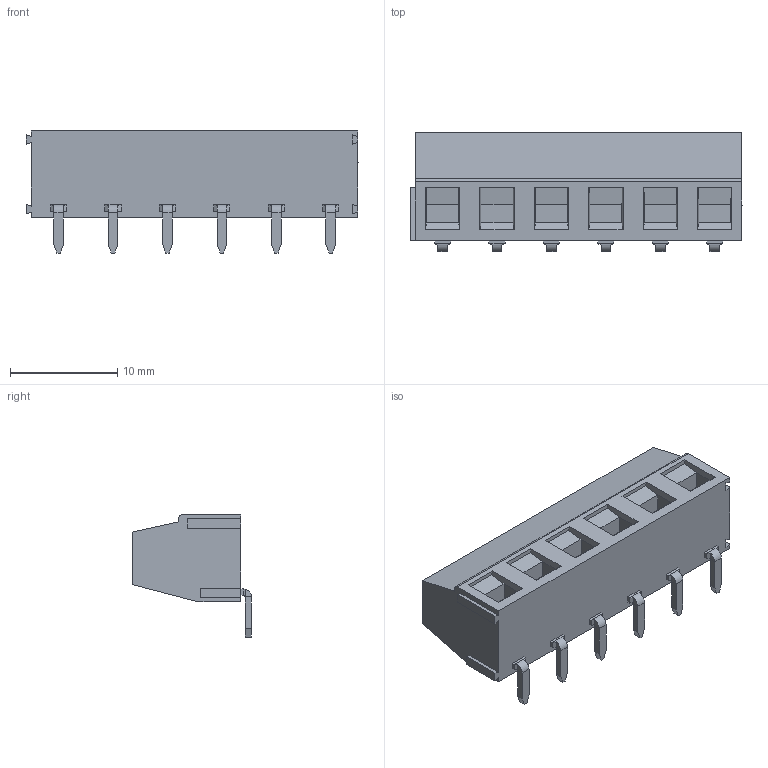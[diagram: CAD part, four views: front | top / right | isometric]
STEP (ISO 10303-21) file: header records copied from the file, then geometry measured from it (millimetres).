
FILE_DESCRIPTION (( 'STEP AP214' ), '1' );
FILE_NAME ('DG127R-5.08-06P-4Y-00AH.STEP', '2021-01-02T23:51:29', ( '' ), ( '' ), 'SwSTEP 2.0', 'SolidWorks 2020', '' );
FILE_SCHEMA (( 'AUTOMOTIVE_DESIGN' ));
Length unit declared in the file: millimetre
Products named in the file (1): DG127R-5.08-06P-4Y-00AH
Bounding box: 30.98 x 11.1 x 11.4 mm (x, y, z)
Volume: 1927.5 mm3; surface area: 1860.3 mm2
Topology: 1 solids, 1 shells, 628 faces, 1647 edges, 1076 vertices
Faces by surface type: plane 409, bspline 164, cylinder 37, torus 18
Entity records: 32867 total; most frequent: CARTESIAN_POINT 12956, ORIENTED_EDGE 3294, DIRECTION 2299, EDGE_CURVE 1647, LINE 1125, VECTOR 1125, VERTEX_POINT 1076, EDGE_LOOP 683
